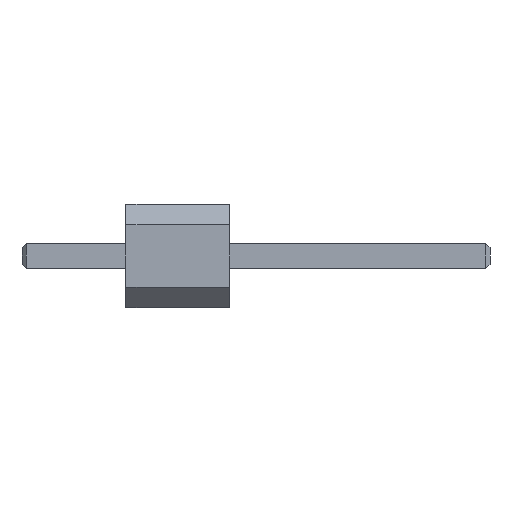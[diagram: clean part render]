
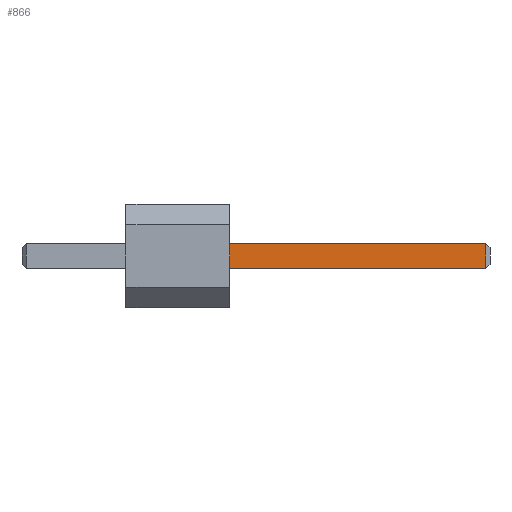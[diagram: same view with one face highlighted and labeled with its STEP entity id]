
A CAD part, front view. The second image highlights one B-rep face of the part: STEP entity #866.
In plain terms, the highlighted planar face has unit normal (0, -1, 0).
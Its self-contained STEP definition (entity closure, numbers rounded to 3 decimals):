
#59 = CARTESIAN_POINT ( 'NONE',  ( 0., -0.3, 0. ) ) ;
#80 = VECTOR ( 'NONE', #3161, 1000. ) ;
#136 = CARTESIAN_POINT ( 'NONE',  ( -2.54, -0.3, 0.97 ) ) ;
#217 = ORIENTED_EDGE ( 'NONE', *, *, #529, .F. ) ;
#317 = DIRECTION ( 'NONE',  ( 0., 0., 1. ) ) ;
#444 = FACE_OUTER_BOUND ( 'NONE', #1244, .T. ) ;
#529 = EDGE_CURVE ( 'NONE', #2337, #1299, #2553, .T. ) ;
#662 = VECTOR ( 'NONE', #1701, 1000. ) ;
#728 = ORIENTED_EDGE ( 'NONE', *, *, #2313, .T. ) ;
#754 = LINE ( 'NONE', #1124, #80 ) ;
#835 = VECTOR ( 'NONE', #1034, 1000. ) ;
#866 = ADVANCED_FACE ( 'NONE', ( #444 ), #3028, .F. ) ;
#1034 = DIRECTION ( 'NONE',  ( 0., 0., -1. ) ) ;
#1124 = CARTESIAN_POINT ( 'NONE',  ( -2.54, -0.3, 1.57 ) ) ;
#1200 = CARTESIAN_POINT ( 'NONE',  ( 8.8, -0.3, 0. ) ) ;
#1218 = VECTOR ( 'NONE', #2096, 1000. ) ;
#1244 = EDGE_LOOP ( 'NONE', ( #217, #1829, #2676, #728 ) ) ;
#1299 = VERTEX_POINT ( 'NONE', #3259 ) ;
#1579 = CARTESIAN_POINT ( 'NONE',  ( 8.8, -0.3, 0.97 ) ) ;
#1593 = CARTESIAN_POINT ( 'NONE',  ( 2.54, -0.3, 1.57 ) ) ;
#1701 = DIRECTION ( 'NONE',  ( 0., 0., 1. ) ) ;
#1813 = VERTEX_POINT ( 'NONE', #1593 ) ;
#1829 = ORIENTED_EDGE ( 'NONE', *, *, #3258, .T. ) ;
#1839 = DIRECTION ( 'NONE',  ( 0., 1., 0. ) ) ;
#1945 = EDGE_CURVE ( 'NONE', #1813, #3051, #754, .T. ) ;
#2032 = CARTESIAN_POINT ( 'NONE',  ( 8.8, -0.3, 1.57 ) ) ;
#2096 = DIRECTION ( 'NONE',  ( -1., 0., 0. ) ) ;
#2313 = EDGE_CURVE ( 'NONE', #1813, #1299, #2558, .T. ) ;
#2337 = VERTEX_POINT ( 'NONE', #1579 ) ;
#2539 = CARTESIAN_POINT ( 'NONE',  ( 2.54, -0.3, 0. ) ) ;
#2553 = LINE ( 'NONE', #136, #1218 ) ;
#2558 = LINE ( 'NONE', #2539, #835 ) ;
#2676 = ORIENTED_EDGE ( 'NONE', *, *, #1945, .F. ) ;
#3028 = PLANE ( 'NONE',  #3035 ) ;
#3035 = AXIS2_PLACEMENT_3D ( 'NONE', #59, #1839, #317 ) ;
#3051 = VERTEX_POINT ( 'NONE', #2032 ) ;
#3161 = DIRECTION ( 'NONE',  ( 1., 0., 0. ) ) ;
#3178 = LINE ( 'NONE', #1200, #662 ) ;
#3258 = EDGE_CURVE ( 'NONE', #2337, #3051, #3178, .T. ) ;
#3259 = CARTESIAN_POINT ( 'NONE',  ( 2.54, -0.3, 0.97 ) ) ;
